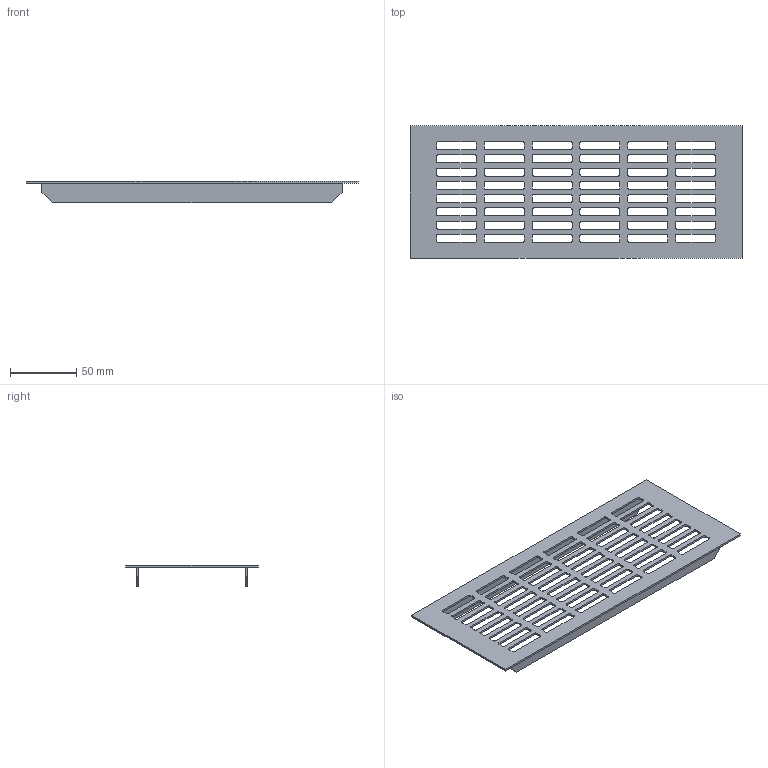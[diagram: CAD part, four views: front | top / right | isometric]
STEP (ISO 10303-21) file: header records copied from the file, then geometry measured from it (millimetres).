
FILE_DESCRIPTION (( 'STEP AP214' ), '1' );
FILE_NAME ('F000963,F000986,F001009_3D.step', '2022-08-15T13:45:19', ( '' ), ( '' ), 'SwSTEP 2.0', 'SolidWorks 2020', '' );
FILE_SCHEMA (( 'AUTOMOTIVE_DESIGN' ));
Length unit declared in the file: millimetre
Products named in the file (1): F000963,F000986,F001009_3D
Bounding box: 250 x 100 x 16.5 mm (x, y, z)
Volume: 37905.8 mm3; surface area: 52299.3 mm2
Topology: 1 solids, 1 shells, 404 faces, 1200 edges, 800 vertices
Faces by surface type: plane 212, cylinder 192
Entity records: 13854 total; most frequent: CARTESIAN_POINT 2405, ORIENTED_EDGE 2400, DIRECTION 2394, EDGE_CURVE 1200, LINE 816, VECTOR 816, VERTEX_POINT 800, AXIS2_PLACEMENT_3D 789
